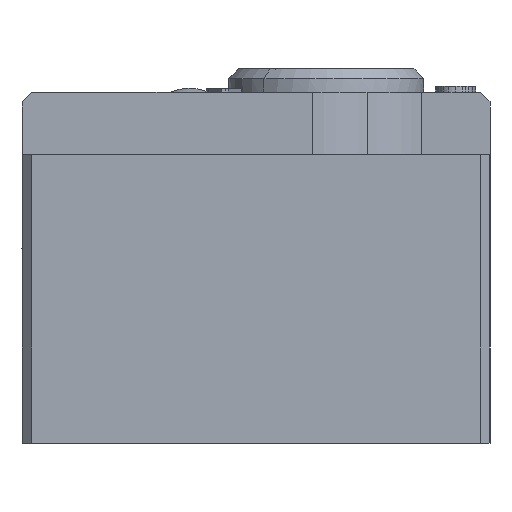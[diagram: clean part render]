
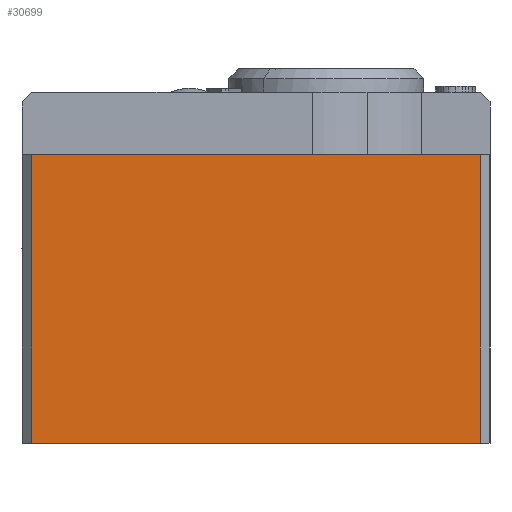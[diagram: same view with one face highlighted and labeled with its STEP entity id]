
A CAD part, front view. The second image highlights one B-rep face of the part: STEP entity #30699.
In plain terms, the highlighted planar face has unit normal (0, -1, 0).
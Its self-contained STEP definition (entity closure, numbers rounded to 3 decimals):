
#30679=AXIS2_PLACEMENT_3D('Plane Axis2P3D',#30676,#30677,#30678) ;
#24827=CARTESIAN_POINT('Vertex',(23.5,0.,0.)) ;
#24830=CARTESIAN_POINT('Line Origine',(12.,0.,0.)) ;
#24834=CARTESIAN_POINT('Vertex',(0.5,0.,0.)) ;
#30661=CARTESIAN_POINT('Vertex',(23.5,0.,14.8)) ;
#30664=CARTESIAN_POINT('Line Origine',(23.5,0.,7.4)) ;
#30676=CARTESIAN_POINT('Axis2P3D Location',(0.,0.,0.)) ;
#30681=CARTESIAN_POINT('Line Origine',(12.,0.,14.8)) ;
#30685=CARTESIAN_POINT('Vertex',(0.5,0.,14.8)) ;
#30688=CARTESIAN_POINT('Line Origine',(0.5,0.,7.4)) ;
#24831=DIRECTION('Vector Direction',(1.,0.,0.)) ;
#30665=DIRECTION('Vector Direction',(0.,0.,-1.)) ;
#30677=DIRECTION('Axis2P3D Direction',(0.,-1.,0.)) ;
#30678=DIRECTION('Axis2P3D XDirection',(1.,0.,0.)) ;
#30682=DIRECTION('Vector Direction',(-1.,0.,0.)) ;
#30689=DIRECTION('Vector Direction',(0.,0.,1.)) ;
#24832=VECTOR('Line Direction',#24831,1.) ;
#30666=VECTOR('Line Direction',#30665,1.) ;
#30683=VECTOR('Line Direction',#30682,1.) ;
#30690=VECTOR('Line Direction',#30689,1.) ;
#30694=ORIENTED_EDGE('',*,*,#30668,.F.) ;
#30695=ORIENTED_EDGE('',*,*,#30687,.T.) ;
#30696=ORIENTED_EDGE('',*,*,#30692,.F.) ;
#30697=ORIENTED_EDGE('',*,*,#24836,.T.) ;
#30699=ADVANCED_FACE('Hauptk\X2\00F6\X0\rper',(#30698),#30680,.T.) ;
#24836=EDGE_CURVE('',#24835,#24828,#24833,.T.) ;
#30668=EDGE_CURVE('',#30662,#24828,#30667,.T.) ;
#30687=EDGE_CURVE('',#30662,#30686,#30684,.T.) ;
#30692=EDGE_CURVE('',#24835,#30686,#30691,.T.) ;
#30693=EDGE_LOOP('',(#30694,#30695,#30696,#30697)) ;
#30698=FACE_OUTER_BOUND('',#30693,.T.) ;
#24833=LINE('Line',#24830,#24832) ;
#30667=LINE('Line',#30664,#30666) ;
#30684=LINE('Line',#30681,#30683) ;
#30691=LINE('Line',#30688,#30690) ;
#30680=PLANE('',#30679) ;
#24828=VERTEX_POINT('',#24827) ;
#24835=VERTEX_POINT('',#24834) ;
#30662=VERTEX_POINT('',#30661) ;
#30686=VERTEX_POINT('',#30685) ;
